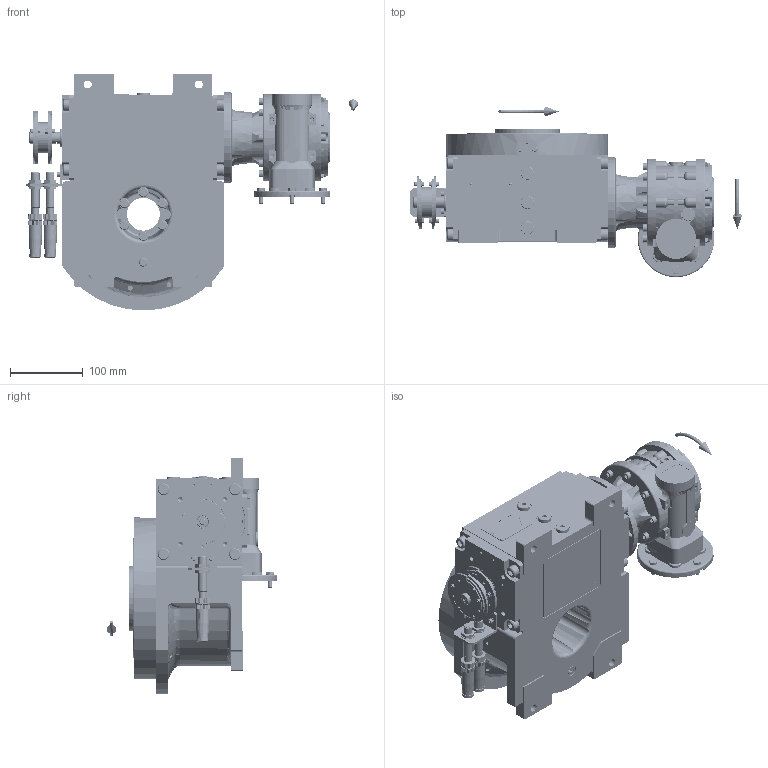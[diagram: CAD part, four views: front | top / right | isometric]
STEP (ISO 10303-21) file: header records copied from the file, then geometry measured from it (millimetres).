
FILE_DESCRIPTION (( 'STEP AP203' ), '1' );
FILE_NAME ('PC5201823.step', '2026-02-09T13:52:25', ( '' ), ( '' ), 'SwSTEP 2.0', 'SolidWorks 2020', '' );
FILE_SCHEMA (( 'CONFIG_CONTROL_DESIGN' ));
Length unit declared in the file: millimetre
Products named in the file (90): CFN2104_02_017.stp; 900_38_30_003; cfn2000_01_126; cfn2000_01_124; cfn2000_01_103; rig06_007_master; AS_cfn2400_04_024; cfn2107_01_001; AS_900_38_30_003; rig06_071_16_m_asm.stp; cfn2055_01_002; CFN2000_01_185.stp; cfn2115_02_161; cfn2158_01_010; rig06_005_n_01; cfn2104_01_016; cfn2128_04_004; rig06_004; AS_rig06_017; cfn2128_19_002; cfn2155_01_303; cfn2115_02_165; CFN2356_03_047.stp; CFN2010_01_012.stp; 900_38_10_028; CFN2223_01-570X6-B.stp; freccia_angolare; CFN2203_02_001.stp; cfn2077_01_018; freccia_angolare_albero; CFN2010_02_002.stp; RMI50_F1_SX_71B14; AS_cfn2476_01_002_60x46; olio_agip_blasia_150; AS_rig06_071_16_m; RIG06_005_ASM.stp; RIG06_021_AF0.stp; cfn2003_01_054; cfn2155_01_056; cfn2115_02_194 ...
Assembly tree (86 placements, depth 5):
  rig06_007_master
  cfn2158_01_010
  cfn2115_02_165
  CFN2356_03_047.stp
  CFN2010_01_012.stp
Bounding box: 455.5 x 234 x 325 mm (x, y, z)
Volume: 3326969.3 mm3; surface area: 1026193 mm2
Topology: 74 solids, 74 shells, 5981 faces, 15298 edges, 9700 vertices
Faces by surface type: plane 2716, cylinder 2035, cone 1023, torus 181, bspline 20, sphere 6
Entity records: 170051 total; most frequent: CARTESIAN_POINT 44656, DIRECTION 24318, ORIENTED_EDGE 24192, EDGE_CURVE 12096, AXIS2_PLACEMENT_3D 8933, VERTEX_POINT 7754, LINE 6452, VECTOR 6452
